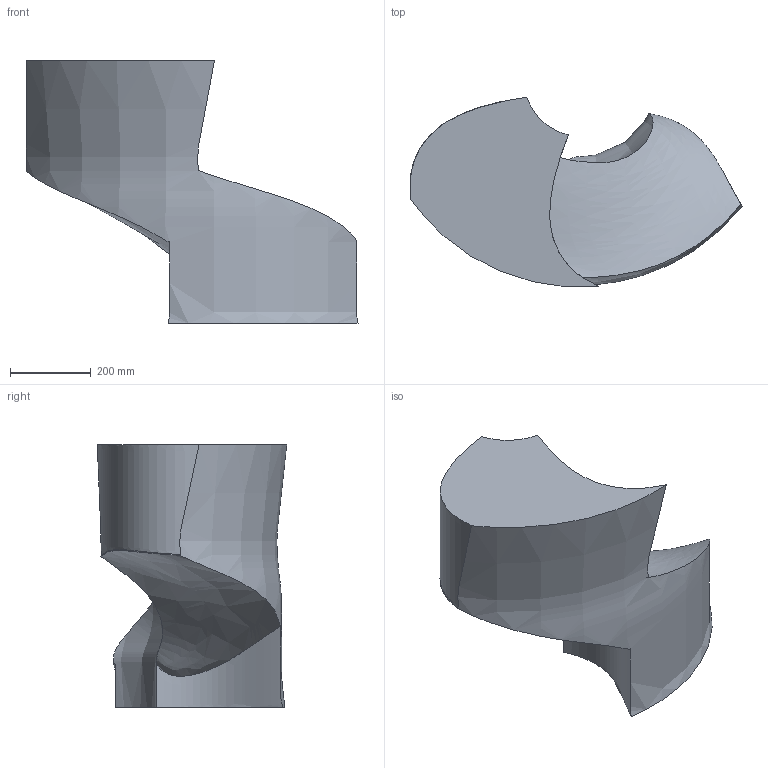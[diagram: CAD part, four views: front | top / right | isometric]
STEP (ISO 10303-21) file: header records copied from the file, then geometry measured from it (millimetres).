
FILE_DESCRIPTION(('CATIA V5 STEP Exchange'),'2;1');
FILE_NAME('RUNNER1.stp','2023-02-22T18:41:38+00:00',('none'),('none'),'CATIA Version 5 Release 19 SP 8 (IN-10)','CATIA V5 STEP AP203','none');
FILE_SCHEMA(('CONFIG_CONTROL_DESIGN'));
Products named in the file (1): Open CASCADE STEP translator 7.5 1
Bounding box: 820.55 x 468.32 x 650 mm (x, y, z)
Volume: 74076584.4 mm3; surface area: 1307811.9 mm2
Topology: 1 solids, 1 shells, 11 faces, 28 edges, 19 vertices
Faces by surface type: extrusion 4, bspline 3, plane 2, revolution 2
Entity records: 42981 total; most frequent: CARTESIAN_POINT 42733, ORIENTED_EDGE 56, B_SPLINE_CURVE_WITH_KNOTS 34, EDGE_CURVE 28, VERTEX_POINT 19, ADVANCED_FACE 11, EDGE_LOOP 11, FACE_OUTER_BOUND 11
